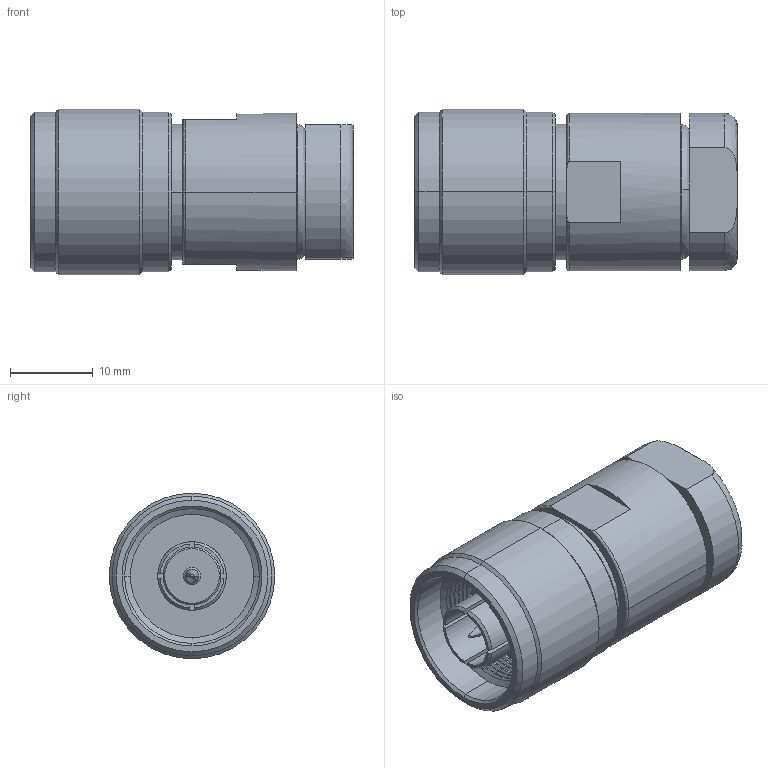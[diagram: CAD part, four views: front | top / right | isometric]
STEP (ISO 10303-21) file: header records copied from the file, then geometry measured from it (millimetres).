
FILE_DESCRIPTION (( 'STEP AP203' ), '1' );
FILE_NAME ('3190-6077(TC-400-NMC-2).STEP', '2019-05-06T05:09:05', ( '' ), ( '' ), 'SwSTEP 2.0', 'SolidWorks 2017', '' );
FILE_SCHEMA (( 'CONFIG_CONTROL_DESIGN' ));
Length unit declared in the file: millimetre
Products named in the file (1): 3190-6077(TC-400-NMC-2)
Bounding box: 38.99 x 20 x 20 mm (x, y, z)
Volume: 8351 mm3; surface area: 5287.3 mm2
Topology: 2 solids, 2 shells, 163 faces, 374 edges, 225 vertices
Faces by surface type: cylinder 58, cone 54, plane 35, bspline 16
Entity records: 4970 total; most frequent: CARTESIAN_POINT 1164, DIRECTION 848, ORIENTED_EDGE 748, EDGE_CURVE 374, AXIS2_PLACEMENT_3D 348, VERTEX_POINT 225, CIRCLE 200, EDGE_LOOP 175
